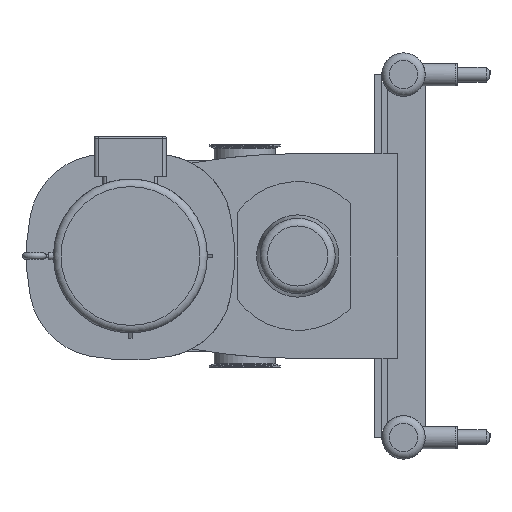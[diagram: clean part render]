
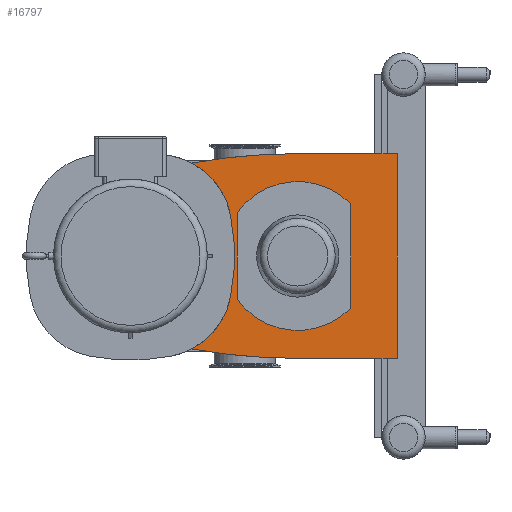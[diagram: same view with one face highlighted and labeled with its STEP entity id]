
A CAD part, left-side view. The second image highlights one B-rep face of the part: STEP entity #16797.
In plain terms, the highlighted planar face has unit normal (-1, 0, 0).
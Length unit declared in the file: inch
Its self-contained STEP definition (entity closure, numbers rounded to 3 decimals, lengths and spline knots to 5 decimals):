
#737=FACE_BOUND('',#5892,.T.);
#1123=PLANE('',#18253);
#2332=LINE('',#31291,#3643);
#2333=LINE('',#31293,#3644);
#2334=LINE('',#31295,#3645);
#2335=LINE('',#31307,#3646);
#2336=LINE('',#31310,#3647);
#3643=VECTOR('',#22206,0.3937);
#3644=VECTOR('',#22207,0.3937);
#3645=VECTOR('',#22208,0.3937);
#3646=VECTOR('',#22219,0.3937);
#3647=VECTOR('',#22222,0.3937);
#4879=FACE_OUTER_BOUND('',#5891,.T.);
#5891=EDGE_LOOP('',(#14809,#14810,#14811,#14812,#14813,#14814,#14815,#14816));
#5892=EDGE_LOOP('',(#14817,#14818,#14819,#14820));
#6660=CIRCLE('',#18254,39.37);
#6661=CIRCLE('',#18255,39.37);
#6662=CIRCLE('',#18256,5.);
#6663=CIRCLE('',#18257,13.78);
#6664=CIRCLE('',#18258,5.);
#6665=CIRCLE('',#18259,4.9215);
#6666=CIRCLE('',#18260,4.9215);
#8152=VERTEX_POINT('',#31287);
#8153=VERTEX_POINT('',#31288);
#8154=VERTEX_POINT('',#31290);
#8155=VERTEX_POINT('',#31292);
#8156=VERTEX_POINT('',#31294);
#8157=VERTEX_POINT('',#31296);
#8158=VERTEX_POINT('',#31298);
#8159=VERTEX_POINT('',#31300);
#8160=VERTEX_POINT('',#31303);
#8161=VERTEX_POINT('',#31304);
#8162=VERTEX_POINT('',#31306);
#8163=VERTEX_POINT('',#31308);
#10450=EDGE_CURVE('',#8152,#8153,#6660,.T.);
#10451=EDGE_CURVE('',#8153,#8154,#2332,.T.);
#10452=EDGE_CURVE('',#8154,#8155,#2333,.T.);
#10453=EDGE_CURVE('',#8155,#8156,#2334,.T.);
#10454=EDGE_CURVE('',#8156,#8157,#6661,.T.);
#10455=EDGE_CURVE('',#8158,#8157,#6662,.F.);
#10456=EDGE_CURVE('',#8158,#8159,#6663,.T.);
#10457=EDGE_CURVE('',#8159,#8152,#6664,.T.);
#10458=EDGE_CURVE('',#8160,#8161,#6665,.T.);
#10459=EDGE_CURVE('',#8161,#8162,#2335,.T.);
#10460=EDGE_CURVE('',#8162,#8163,#6666,.T.);
#10461=EDGE_CURVE('',#8163,#8160,#2336,.T.);
#14809=ORIENTED_EDGE('',*,*,#10450,.T.);
#14810=ORIENTED_EDGE('',*,*,#10451,.T.);
#14811=ORIENTED_EDGE('',*,*,#10452,.T.);
#14812=ORIENTED_EDGE('',*,*,#10453,.T.);
#14813=ORIENTED_EDGE('',*,*,#10454,.T.);
#14814=ORIENTED_EDGE('',*,*,#10455,.F.);
#14815=ORIENTED_EDGE('',*,*,#10456,.T.);
#14816=ORIENTED_EDGE('',*,*,#10457,.T.);
#14817=ORIENTED_EDGE('',*,*,#10458,.T.);
#14818=ORIENTED_EDGE('',*,*,#10459,.T.);
#14819=ORIENTED_EDGE('',*,*,#10460,.T.);
#14820=ORIENTED_EDGE('',*,*,#10461,.T.);
#16797=ADVANCED_FACE('',(#4879,#737),#1123,.F.);
#18253=AXIS2_PLACEMENT_3D('',#31286,#22202,#22203);
#18254=AXIS2_PLACEMENT_3D('',#31289,#22204,#22205);
#18255=AXIS2_PLACEMENT_3D('',#31297,#22209,#22210);
#18256=AXIS2_PLACEMENT_3D('',#31299,#22211,#22212);
#18257=AXIS2_PLACEMENT_3D('',#31301,#22213,#22214);
#18258=AXIS2_PLACEMENT_3D('',#31302,#22215,#22216);
#18259=AXIS2_PLACEMENT_3D('',#31305,#22217,#22218);
#18260=AXIS2_PLACEMENT_3D('',#31309,#22220,#22221);
#22202=DIRECTION('center_axis',(1.,0.,0.));
#22203=DIRECTION('ref_axis',(0.,0.,
-1.));
#22204=DIRECTION('center_axis',(-1.,0.,0.));
#22205=DIRECTION('ref_axis',(0.,0.,
1.));
#22206=DIRECTION('',(0.,-1.,0.));
#22207=DIRECTION('',(0.,0.,1.));
#22208=DIRECTION('',(0.,1.,0.));
#22209=DIRECTION('center_axis',(-1.,0.,0.));
#22210=DIRECTION('ref_axis',(0.,-0.386,-0.923));
#22211=DIRECTION('center_axis',(1.,0.,0.));
#22212=DIRECTION('ref_axis',(0.,-0.707,0.707));
#22213=DIRECTION('center_axis',(1.,0.,0.));
#22214=DIRECTION('ref_axis',(0.,0.911,-0.411));
#22215=DIRECTION('center_axis',(1.,0.,0.));
#22216=DIRECTION('ref_axis',(0.,-0.707,-0.707));
#22217=DIRECTION('center_axis',(1.,0.,0.));
#22218=DIRECTION('ref_axis',(0.,0.711,-0.703));
#22219=DIRECTION('',(0.,0.,-1.));
#22220=DIRECTION('center_axis',(1.,0.,0.));
#22221=DIRECTION('ref_axis',(0.,-0.813,0.583));
#22222=DIRECTION('',(0.,0.,1.));
#31286=CARTESIAN_POINT('Origin',(-32.549,-1.07839,0.));
#31287=CARTESIAN_POINT('',(-32.549,3.51029,-6.14234));
#31288=CARTESIAN_POINT('',(-32.549,-3.5,-6.7715));
#31289=CARTESIAN_POINT('Origin',(-32.549,-3.5,32.5985));
#31290=CARTESIAN_POINT('',(-32.549,-10.075,-6.7715));
#31291=CARTESIAN_POINT('',(-32.549,-3.5,-6.7715));
#31292=CARTESIAN_POINT('',(-32.549,-10.075,6.7715));
#31293=CARTESIAN_POINT('',(-32.549,-10.075,-6.7715));
#31294=CARTESIAN_POINT('',(-32.549,-3.5,6.7715));
#31295=CARTESIAN_POINT('',(-32.549,-10.075,6.7715));
#31296=CARTESIAN_POINT('',(-32.549,3.51029,6.14234));
#31297=CARTESIAN_POINT('Origin',(-32.549,-3.5,-32.5985));
#31298=CARTESIAN_POINT('',(-32.549,0.93997,2.69934));
#31299=CARTESIAN_POINT('Origin',(-32.549,5.8431,1.7199));
#31300=CARTESIAN_POINT('',(-32.549,0.93997,-2.69934));
#31301=CARTESIAN_POINT('Origin',(-32.549,14.453,0.));
#31302=CARTESIAN_POINT('Origin',(-32.549,5.8431,-1.7199));
#31303=CARTESIAN_POINT('',(-32.549,0.5,2.86726));
#31304=CARTESIAN_POINT('',(-32.549,-7.,3.45994));
#31305=CARTESIAN_POINT('Origin',(-32.549,-3.5,0.));
#31306=CARTESIAN_POINT('',(-32.549,-7.,-3.45994));
#31307=CARTESIAN_POINT('',(-32.549,-7.,-1.72997));
#31308=CARTESIAN_POINT('',(-32.549,0.5,-2.86726));
#31309=CARTESIAN_POINT('Origin',(-32.549,-3.5,0.));
#31310=CARTESIAN_POINT('',(-32.549,0.5,1.43363));
